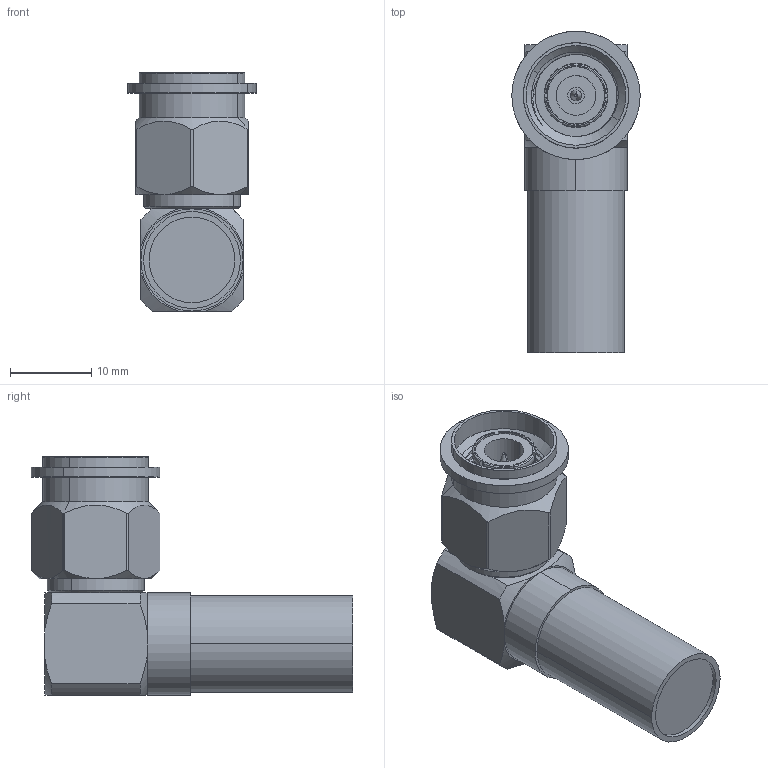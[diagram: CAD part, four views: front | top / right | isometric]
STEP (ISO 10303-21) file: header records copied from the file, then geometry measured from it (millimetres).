
FILE_DESCRIPTION (( 'STEP AP214' ), '1' );
FILE_NAME ('13-105-B3-DE-HEX.STEP', '2026-04-09T09:01:00', ( '' ), ( '' ), 'SwSTEP 2.0', 'SolidWorks 2025', '' );
FILE_SCHEMA (( 'AUTOMOTIVE_DESIGN' ));
Length unit declared in the file: millimetre
Products named in the file (1): 13-105-B3-DE-HEX
Bounding box: 15.85 x 39.62 x 29.36 mm (x, y, z)
Volume: 6807.1 mm3; surface area: 3643 mm2
Topology: 1 solids, 1 shells, 176 faces, 442 edges, 280 vertices
Faces by surface type: plane 61, cylinder 49, cone 33, torus 26, bspline 5, sphere 2
Entity records: 7705 total; most frequent: CARTESIAN_POINT 3544, ORIENTED_EDGE 878, DIRECTION 878, EDGE_CURVE 439, AXIS2_PLACEMENT_3D 367, VERTEX_POINT 279, CIRCLE 195, EDGE_LOOP 190
